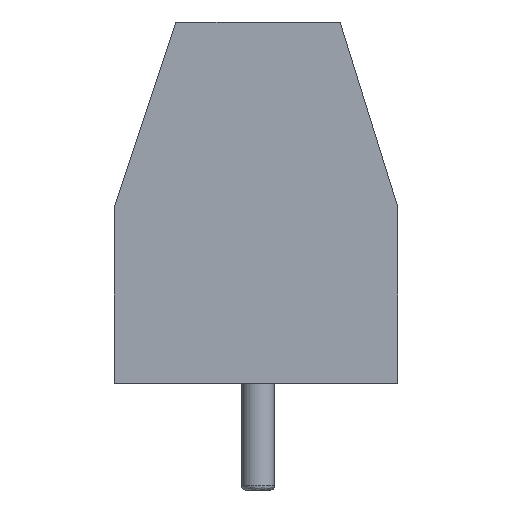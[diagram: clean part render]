
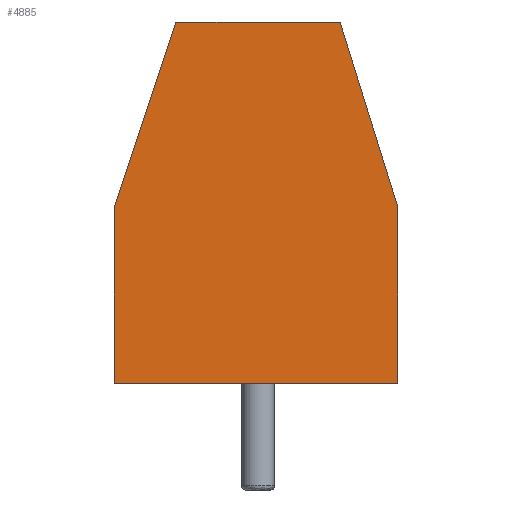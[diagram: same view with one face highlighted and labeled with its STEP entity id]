
A CAD part, front view. The second image highlights one B-rep face of the part: STEP entity #4885.
In plain terms, the highlighted face is planar.
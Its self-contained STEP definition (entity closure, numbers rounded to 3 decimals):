
#18 = ORIENTED_EDGE ( 'NONE', *, *, #3137, .T. ) ;
#70 = LINE ( 'NONE', #1306, #2994 ) ;
#190 = VERTEX_POINT ( 'NONE', #4034 ) ;
#284 = CARTESIAN_POINT ( 'NONE',  ( -1.75, 0., 0. ) ) ;
#401 = VECTOR ( 'NONE', #4801, 1000. ) ;
#679 = VERTEX_POINT ( 'NONE', #3885 ) ;
#742 = DIRECTION ( 'NONE',  ( 0., -0.949, -0.316 ) ) ;
#761 = EDGE_CURVE ( 'NONE', #1579, #1268, #1928, .T. ) ;
#791 = EDGE_CURVE ( 'NONE', #679, #1268, #4048, .T. ) ;
#845 = CARTESIAN_POINT ( 'NONE',  ( -1.75, 0., -3.5 ) ) ;
#1054 = DIRECTION ( 'NONE',  ( 0., 0., -1. ) ) ;
#1180 = LINE ( 'NONE', #4445, #2698 ) ;
#1182 = PLANE ( 'NONE',  #3960 ) ;
#1268 = VERTEX_POINT ( 'NONE', #5248 ) ;
#1306 = CARTESIAN_POINT ( 'NONE',  ( -1.75, 8.8, 2. ) ) ;
#1323 = VECTOR ( 'NONE', #742, 1000. ) ;
#1370 = EDGE_CURVE ( 'NONE', #4816, #1579, #3325, .T. ) ;
#1496 = DIRECTION ( 'NONE',  ( 0., 0., -1. ) ) ;
#1527 = DIRECTION ( 'NONE',  ( 0., 0., 1. ) ) ;
#1579 = VERTEX_POINT ( 'NONE', #3935 ) ;
#1798 = EDGE_CURVE ( 'NONE', #679, #3399, #70, .T. ) ;
#1928 = LINE ( 'NONE', #3654, #5011 ) ;
#1945 = DIRECTION ( 'NONE',  ( 0., 0.955, -0.297 ) ) ;
#2116 = ORIENTED_EDGE ( 'NONE', *, *, #3864, .T. ) ;
#2153 = ORIENTED_EDGE ( 'NONE', *, *, #1798, .T. ) ;
#2185 = CARTESIAN_POINT ( 'NONE',  ( -1.75, 8.8, 2. ) ) ;
#2229 = ORIENTED_EDGE ( 'NONE', *, *, #761, .T. ) ;
#2294 = ORIENTED_EDGE ( 'NONE', *, *, #791, .F. ) ;
#2487 = CARTESIAN_POINT ( 'NONE',  ( -1.75, 4.3, -3.5 ) ) ;
#2698 = VECTOR ( 'NONE', #1496, 1000. ) ;
#2791 = CARTESIAN_POINT ( 'NONE',  ( -1.75, 0., 3.4 ) ) ;
#2994 = VECTOR ( 'NONE', #1945, 1000. ) ;
#3137 = EDGE_CURVE ( 'NONE', #190, #4816, #5142, .T. ) ;
#3325 = LINE ( 'NONE', #845, #3467 ) ;
#3399 = VERTEX_POINT ( 'NONE', #2185 ) ;
#3467 = VECTOR ( 'NONE', #4155, 1000. ) ;
#3654 = CARTESIAN_POINT ( 'NONE',  ( -1.75, 0., 0. ) ) ;
#3693 = EDGE_LOOP ( 'NONE', ( #18, #5102, #2229, #2294, #2153, #2116 ) ) ;
#3864 = EDGE_CURVE ( 'NONE', #3399, #190, #1180, .T. ) ;
#3885 = CARTESIAN_POINT ( 'NONE',  ( -1.75, 4.3, 3.4 ) ) ;
#3935 = CARTESIAN_POINT ( 'NONE',  ( -1.75, 0., -3.5 ) ) ;
#3960 = AXIS2_PLACEMENT_3D ( 'NONE', #284, #5215, #1054 ) ;
#4034 = CARTESIAN_POINT ( 'NONE',  ( -1.75, 8.8, -2. ) ) ;
#4048 = LINE ( 'NONE', #2791, #401 ) ;
#4155 = DIRECTION ( 'NONE',  ( 0., -1., 0. ) ) ;
#4406 = CARTESIAN_POINT ( 'NONE',  ( -1.75, 4.3, -3.5 ) ) ;
#4445 = CARTESIAN_POINT ( 'NONE',  ( -1.75, 8.8, -2. ) ) ;
#4801 = DIRECTION ( 'NONE',  ( 0., -1., 0. ) ) ;
#4816 = VERTEX_POINT ( 'NONE', #2487 ) ;
#4850 = FACE_OUTER_BOUND ( 'NONE', #3693, .T. ) ;
#4885 = ADVANCED_FACE ( 'NONE', ( #4850 ), #1182, .F. ) ;
#5011 = VECTOR ( 'NONE', #1527, 1000. ) ;
#5102 = ORIENTED_EDGE ( 'NONE', *, *, #1370, .T. ) ;
#5142 = LINE ( 'NONE', #4406, #1323 ) ;
#5215 = DIRECTION ( 'NONE',  ( 1., 0., 0. ) ) ;
#5248 = CARTESIAN_POINT ( 'NONE',  ( -1.75, 0., 3.4 ) ) ;
